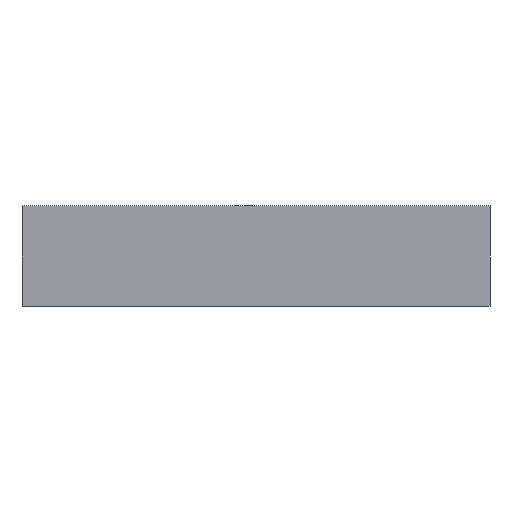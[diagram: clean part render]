
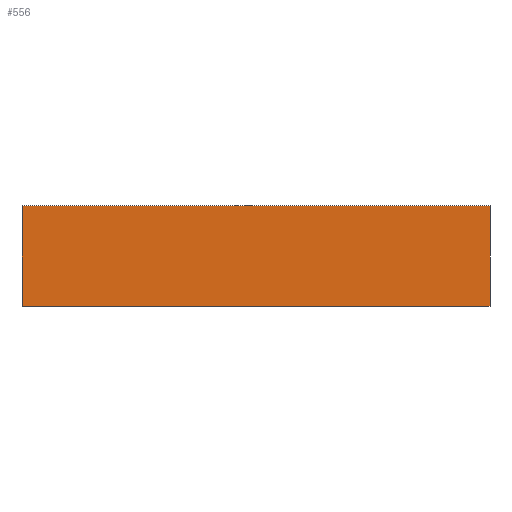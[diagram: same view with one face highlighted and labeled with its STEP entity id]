
A CAD part, front view. The second image highlights one B-rep face of the part: STEP entity #556.
In plain terms, the highlighted planar face has unit normal (0, -1, 0).
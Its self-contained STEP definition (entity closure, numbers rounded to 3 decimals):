
#21 = CARTESIAN_POINT ( 'NONE',  ( -70., -129., 0. ) ) ;
#67 = CARTESIAN_POINT ( 'NONE',  ( 70., -129., 0. ) ) ;
#68 = ORIENTED_EDGE ( 'NONE', *, *, #114, .T. ) ;
#69 = DIRECTION ( 'NONE',  ( 0., 0., 1. ) ) ;
#73 = EDGE_CURVE ( 'NONE', #523, #456, #80, .T. ) ;
#80 = LINE ( 'NONE', #585, #333 ) ;
#82 = ORIENTED_EDGE ( 'NONE', *, *, #243, .T. ) ;
#96 = VECTOR ( 'NONE', #69, 1000. ) ;
#104 = CARTESIAN_POINT ( 'NONE',  ( 70., -129., 0. ) ) ;
#114 = EDGE_CURVE ( 'NONE', #456, #533, #162, .T. ) ;
#120 = VECTOR ( 'NONE', #574, 1000. ) ;
#132 = EDGE_CURVE ( 'NONE', #533, #385, #220, .T. ) ;
#151 = DIRECTION ( 'NONE',  ( 0., 0., 1. ) ) ;
#162 = LINE ( 'NONE', #21, #216 ) ;
#172 = DIRECTION ( 'NONE',  ( -1., 0., 0. ) ) ;
#205 = LINE ( 'NONE', #572, #96 ) ;
#216 = VECTOR ( 'NONE', #452, 1000. ) ;
#220 = LINE ( 'NONE', #67, #120 ) ;
#243 = EDGE_CURVE ( 'NONE', #385, #523, #205, .T. ) ;
#246 = DIRECTION ( 'NONE',  ( 0., 1., 0. ) ) ;
#333 = VECTOR ( 'NONE', #172, 1000. ) ;
#355 = CARTESIAN_POINT ( 'NONE',  ( -70., -129., 0. ) ) ;
#384 = PLANE ( 'NONE',  #520 ) ;
#385 = VERTEX_POINT ( 'NONE', #104 ) ;
#412 = EDGE_LOOP ( 'NONE', ( #68, #417, #82, #499 ) ) ;
#417 = ORIENTED_EDGE ( 'NONE', *, *, #132, .T. ) ;
#449 = CARTESIAN_POINT ( 'NONE',  ( 70., -129., 30. ) ) ;
#452 = DIRECTION ( 'NONE',  ( 0., 0., -1. ) ) ;
#456 = VERTEX_POINT ( 'NONE', #537 ) ;
#474 = CARTESIAN_POINT ( 'NONE',  ( 0., -129., 0. ) ) ;
#499 = ORIENTED_EDGE ( 'NONE', *, *, #73, .T. ) ;
#520 = AXIS2_PLACEMENT_3D ( 'NONE', #474, #246, #151 ) ;
#523 = VERTEX_POINT ( 'NONE', #449 ) ;
#533 = VERTEX_POINT ( 'NONE', #355 ) ;
#537 = CARTESIAN_POINT ( 'NONE',  ( -70., -129., 30. ) ) ;
#556 = ADVANCED_FACE ( 'NONE', ( #563 ), #384, .F. ) ;
#563 = FACE_OUTER_BOUND ( 'NONE', #412, .T. ) ;
#572 = CARTESIAN_POINT ( 'NONE',  ( 70., -129., 30. ) ) ;
#574 = DIRECTION ( 'NONE',  ( 1., 0., 0. ) ) ;
#585 = CARTESIAN_POINT ( 'NONE',  ( -70., -129., 30. ) ) ;
